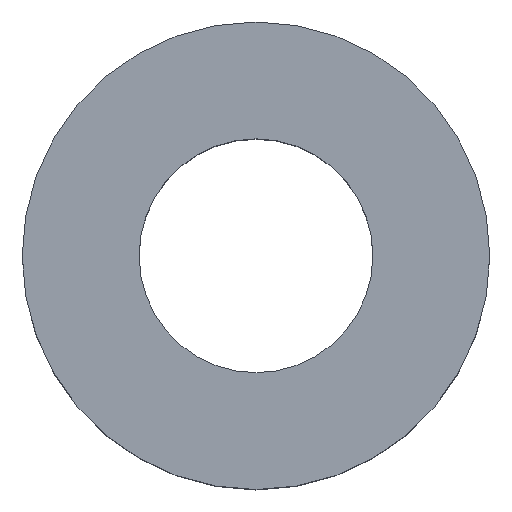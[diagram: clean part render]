
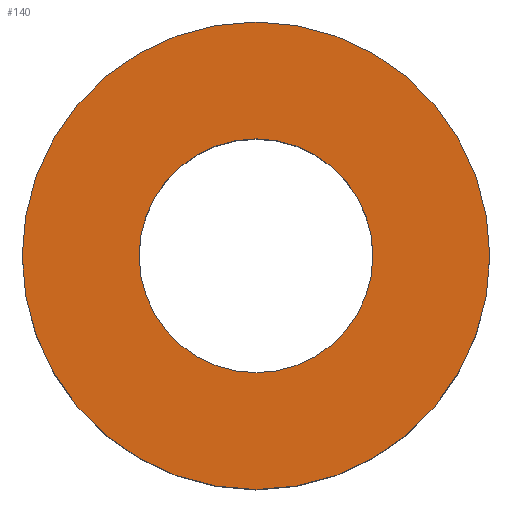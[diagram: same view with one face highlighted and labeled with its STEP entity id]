
A CAD part, top view. The second image highlights one B-rep face of the part: STEP entity #140.
In plain terms, the highlighted planar face has unit normal (0, 0, 1).
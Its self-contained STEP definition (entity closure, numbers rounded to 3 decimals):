
#4 = CARTESIAN_POINT ( 'NONE',  ( 8., 0., 8. ) ) ;
#6 = ORIENTED_EDGE ( 'NONE', *, *, #19, .T. ) ;
#7 = CIRCLE ( 'NONE', #145, 8. ) ;
#8 = ORIENTED_EDGE ( 'NONE', *, *, #183, .F. ) ;
#19 = EDGE_CURVE ( 'NONE', #20, #41, #111, .T. ) ;
#20 = VERTEX_POINT ( 'NONE', #4 ) ;
#22 = DIRECTION ( 'NONE',  ( 0., 0., 1. ) ) ;
#25 = DIRECTION ( 'NONE',  ( 1., 0., 0. ) ) ;
#28 = EDGE_CURVE ( 'NONE', #41, #20, #7, .T. ) ;
#41 = VERTEX_POINT ( 'NONE', #130 ) ;
#46 = DIRECTION ( 'NONE',  ( 0., 0., 1. ) ) ;
#56 = AXIS2_PLACEMENT_3D ( 'NONE', #190, #22, #64 ) ;
#60 = VERTEX_POINT ( 'NONE', #137 ) ;
#63 = AXIS2_PLACEMENT_3D ( 'NONE', #87, #46, #162 ) ;
#64 = DIRECTION ( 'NONE',  ( 1., 0., 0. ) ) ;
#79 = EDGE_LOOP ( 'NONE', ( #99, #8 ) ) ;
#80 = EDGE_LOOP ( 'NONE', ( #191, #6 ) ) ;
#82 = DIRECTION ( 'NONE',  ( 0., 0., 1. ) ) ;
#85 = CARTESIAN_POINT ( 'NONE',  ( -4., 0., 8. ) ) ;
#87 = CARTESIAN_POINT ( 'NONE',  ( 0., 0., 8. ) ) ;
#99 = ORIENTED_EDGE ( 'NONE', *, *, #123, .F. ) ;
#101 = VERTEX_POINT ( 'NONE', #85 ) ;
#104 = PLANE ( 'NONE',  #225 ) ;
#107 = AXIS2_PLACEMENT_3D ( 'NONE', #200, #121, #237 ) ;
#111 = CIRCLE ( 'NONE', #56, 8. ) ;
#118 = DIRECTION ( 'NONE',  ( 1., 0., 0. ) ) ;
#121 = DIRECTION ( 'NONE',  ( 0., 0., 1. ) ) ;
#123 = EDGE_CURVE ( 'NONE', #101, #60, #238, .T. ) ;
#130 = CARTESIAN_POINT ( 'NONE',  ( -8., 0., 8. ) ) ;
#137 = CARTESIAN_POINT ( 'NONE',  ( 4., 0., 8. ) ) ;
#140 = ADVANCED_FACE ( 'NONE', ( #164, #142 ), #104, .T. ) ;
#142 = FACE_BOUND ( 'NONE', #79, .T. ) ;
#145 = AXIS2_PLACEMENT_3D ( 'NONE', #172, #82, #25 ) ;
#162 = DIRECTION ( 'NONE',  ( 1., 0., 0. ) ) ;
#164 = FACE_OUTER_BOUND ( 'NONE', #80, .T. ) ;
#172 = CARTESIAN_POINT ( 'NONE',  ( 0., 0., 8. ) ) ;
#183 = EDGE_CURVE ( 'NONE', #60, #101, #249, .T. ) ;
#190 = CARTESIAN_POINT ( 'NONE',  ( 0., 0., 8. ) ) ;
#191 = ORIENTED_EDGE ( 'NONE', *, *, #28, .T. ) ;
#198 = CARTESIAN_POINT ( 'NONE',  ( 0., 0., 8. ) ) ;
#200 = CARTESIAN_POINT ( 'NONE',  ( 0., 0., 8. ) ) ;
#225 = AXIS2_PLACEMENT_3D ( 'NONE', #198, #236, #118 ) ;
#236 = DIRECTION ( 'NONE',  ( 0., 0., 1. ) ) ;
#237 = DIRECTION ( 'NONE',  ( 1., 0., 0. ) ) ;
#238 = CIRCLE ( 'NONE', #63, 4. ) ;
#249 = CIRCLE ( 'NONE', #107, 4. ) ;
